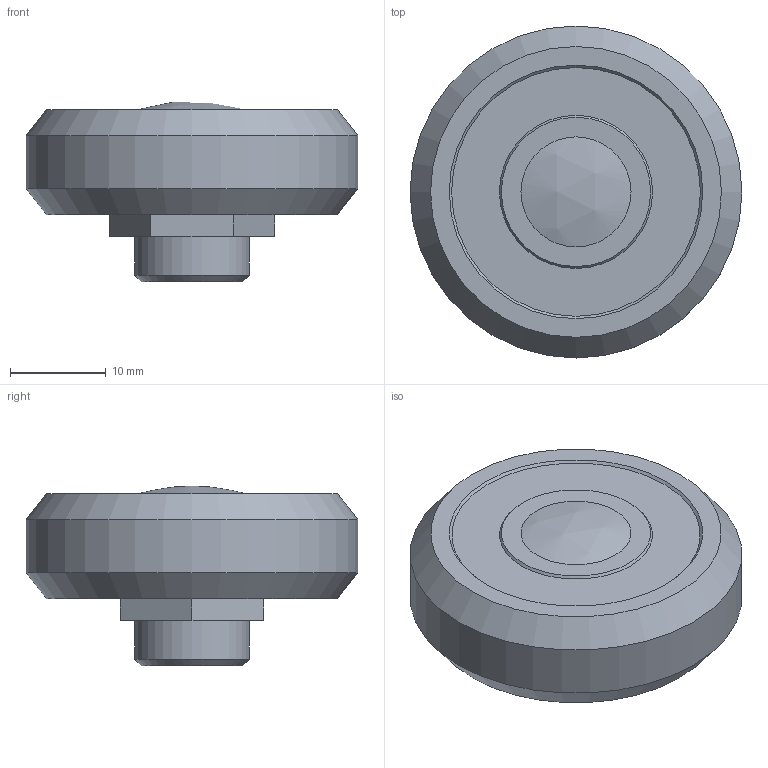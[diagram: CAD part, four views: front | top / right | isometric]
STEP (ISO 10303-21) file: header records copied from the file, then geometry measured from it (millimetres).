
FILE_DESCRIPTION (( 'STEP AP214' ), '1' );
FILE_NAME ('CPN43-Rollco.step', '2023-03-14T12:33:53', ( '' ), ( '' ), 'SwSTEP 2.0', 'SolidWorks 2010', '' );
FILE_SCHEMA (( 'AUTOMOTIVE_DESIGN' ));
Length unit declared in the file: millimetre
Products named in the file (1): CPN43-Rollco
Bounding box: 34.69 x 34.69 x 18.8 mm (x, y, z)
Volume: 10277.8 mm3; surface area: 3349.3 mm2
Topology: 1 solids, 1 shells, 25 faces, 48 edges, 31 vertices
Faces by surface type: plane 13, cone 8, cylinder 3, sphere 1
Full cylindrical faces by diameter (mm): 5 x1, 12 x1, 34.69 x1
Entity records: 596 total; most frequent: DIRECTION 104, CARTESIAN_POINT 90, ORIENTED_EDGE 70, AXIS2_PLACEMENT_3D 43, EDGE_LOOP 42, EDGE_CURVE 35, VERTEX_POINT 29, FACE_OUTER_BOUND 28
